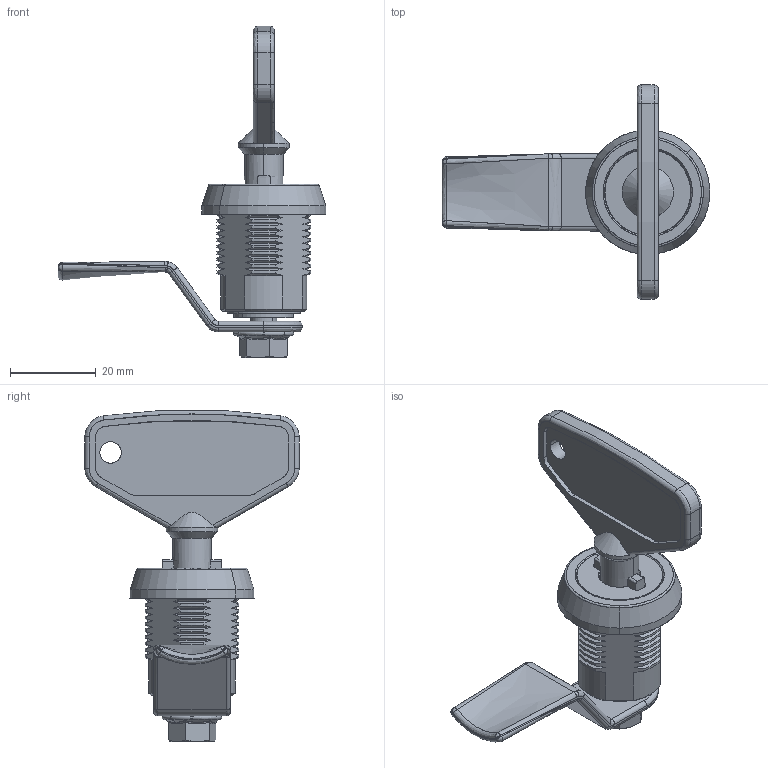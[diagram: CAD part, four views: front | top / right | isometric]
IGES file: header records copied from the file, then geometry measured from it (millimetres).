
Start section: SolidWorks IGES file using analytic representation for surfaces
Global section: file name: KC-1216K IGS.IGS; native system: SolidWorks 2023; preprocessor: SolidWorks 2023; author: KJR06; date: 240314.101131; units: millimetre
Bounding box: 62.5 x 50 x 77.34 mm (x, y, z)
Surface area: 11730.5 mm2 (no closed solid volume)
Topology: 0 solids, 0 shells, 1676 faces, 11082 edges, 11074 vertices
Faces by surface type: bspline 1396, revolution 280
